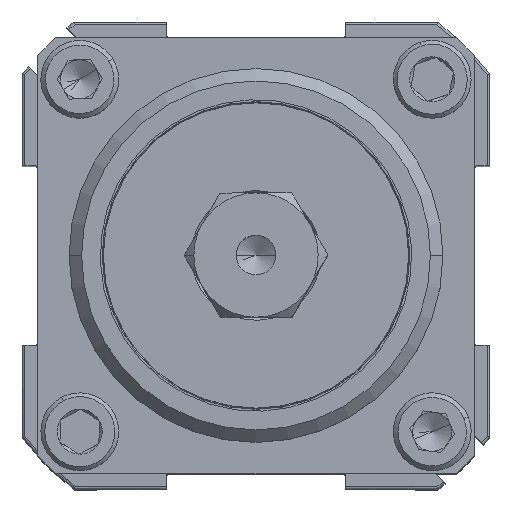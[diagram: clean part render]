
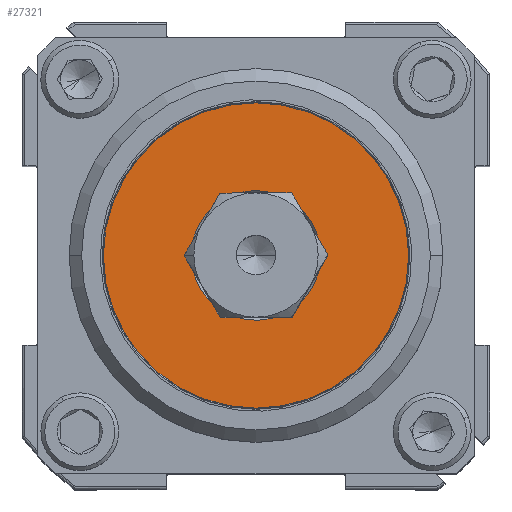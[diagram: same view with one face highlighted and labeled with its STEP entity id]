
A CAD part, top view. The second image highlights one B-rep face of the part: STEP entity #27321.
In plain terms, the highlighted face is planar.
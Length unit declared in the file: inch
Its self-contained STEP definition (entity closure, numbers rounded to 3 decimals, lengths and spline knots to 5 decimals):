
#126 = CIRCLE ( 'NONE', #26269, 0.615 ) ;
#671 = DIRECTION ( 'NONE',  ( 0., 0., -1. ) ) ;
#1012 = CARTESIAN_POINT ( 'NONE',  ( -0.60888, 0.23787, 0. ) ) ;
#2390 = FACE_OUTER_BOUND ( 'NONE', #6367, .T. ) ;
#2913 = CARTESIAN_POINT ( 'NONE',  ( -0.34888, 0.23787, 0. ) ) ;
#3627 = CIRCLE ( 'NONE', #7531, 0.26 ) ;
#4421 = CARTESIAN_POINT ( 'NONE',  ( -0.08888, 0.23787, 0. ) ) ;
#4505 = EDGE_CURVE ( 'NONE', #31873, #17496, #126, .T. ) ;
#4564 = ORIENTED_EDGE ( 'NONE', *, *, #13377, .T. ) ;
#4647 = ORIENTED_EDGE ( 'NONE', *, *, #17606, .T. ) ;
#5514 = ORIENTED_EDGE ( 'NONE', *, *, #4505, .T. ) ;
#5574 = DIRECTION ( 'NONE',  ( -1., 0., 0. ) ) ;
#5634 = AXIS2_PLACEMENT_3D ( 'NONE', #30530, #14511, #33172 ) ;
#6367 = EDGE_LOOP ( 'NONE', ( #4564, #5514 ) ) ;
#6582 = DIRECTION ( 'NONE',  ( 0., 0., -1. ) ) ;
#7531 = AXIS2_PLACEMENT_3D ( 'NONE', #8844, #27544, #11569 ) ;
#8419 = EDGE_LOOP ( 'NONE', ( #31693, #4647 ) ) ;
#8844 = CARTESIAN_POINT ( 'NONE',  ( -0.34888, 0.23787, 0. ) ) ;
#11569 = DIRECTION ( 'NONE',  ( -1., 0., 0. ) ) ;
#12913 = AXIS2_PLACEMENT_3D ( 'NONE', #22571, #6582, #25232 ) ;
#13377 = EDGE_CURVE ( 'NONE', #17496, #31873, #18296, .T. ) ;
#13551 = CARTESIAN_POINT ( 'NONE',  ( 0.26612, 0.23787, 0. ) ) ;
#14511 = DIRECTION ( 'NONE',  ( 0., 0., 1. ) ) ;
#15976 = VERTEX_POINT ( 'NONE', #4421 ) ;
#16491 = CARTESIAN_POINT ( 'NONE',  ( -0.34888, 0.23787, 0. ) ) ;
#16609 = PLANE ( 'NONE',  #18916 ) ;
#16943 = VERTEX_POINT ( 'NONE', #1012 ) ;
#17496 = VERTEX_POINT ( 'NONE', #13551 ) ;
#17606 = EDGE_CURVE ( 'NONE', #15976, #16943, #3627, .T. ) ;
#18296 = CIRCLE ( 'NONE', #12913, 0.615 ) ;
#18916 = AXIS2_PLACEMENT_3D ( 'NONE', #16491, #671, #19304 ) ;
#19304 = DIRECTION ( 'NONE',  ( 0., -1., 0. ) ) ;
#21539 = DIRECTION ( 'NONE',  ( 0., 0., -1. ) ) ;
#22571 = CARTESIAN_POINT ( 'NONE',  ( -0.34888, 0.23787, 0. ) ) ;
#22831 = FACE_BOUND ( 'NONE', #8419, .T. ) ;
#25232 = DIRECTION ( 'NONE',  ( -1., 0., 0. ) ) ;
#26269 = AXIS2_PLACEMENT_3D ( 'NONE', #2913, #21539, #5574 ) ;
#27321 = ADVANCED_FACE ( 'NONE', ( #22831, #2390 ), #16609, .T. ) ;
#27544 = DIRECTION ( 'NONE',  ( 0., 0., 1. ) ) ;
#28546 = CARTESIAN_POINT ( 'NONE',  ( -0.96388, 0.23787, 0. ) ) ;
#30530 = CARTESIAN_POINT ( 'NONE',  ( -0.34888, 0.23787, 0. ) ) ;
#30547 = EDGE_CURVE ( 'NONE', #16943, #15976, #33154, .T. ) ;
#31693 = ORIENTED_EDGE ( 'NONE', *, *, #30547, .T. ) ;
#31873 = VERTEX_POINT ( 'NONE', #28546 ) ;
#33154 = CIRCLE ( 'NONE', #5634, 0.26 ) ;
#33172 = DIRECTION ( 'NONE',  ( -1., 0., 0. ) ) ;
